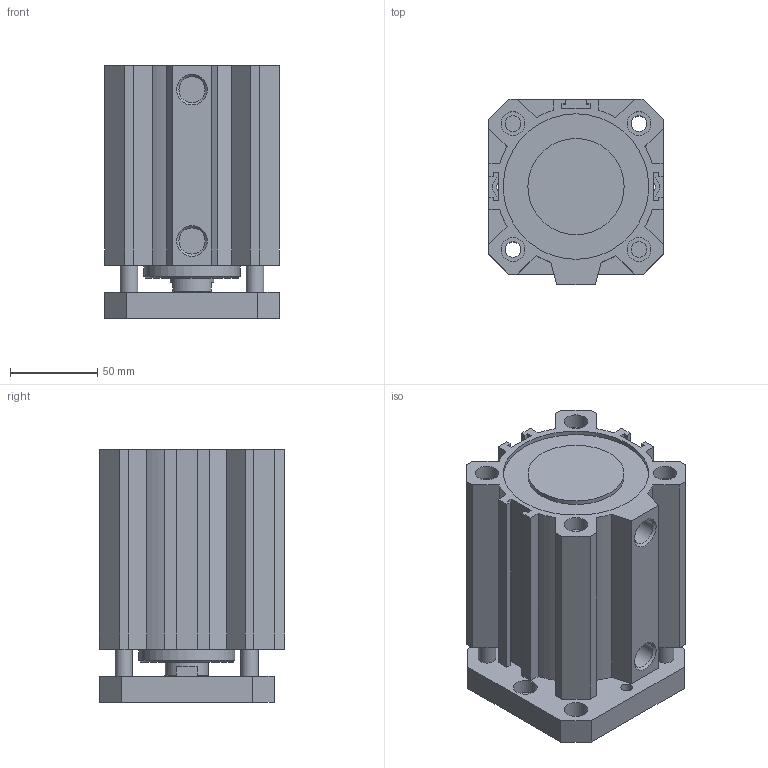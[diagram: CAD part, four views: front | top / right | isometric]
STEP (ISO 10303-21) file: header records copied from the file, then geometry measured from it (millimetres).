
FILE_DESCRIPTION(/* description */ (''),/* implementation_level */ '2;1');
FILE_NAME(/* name */ '1501_80_0070_AR.stp',/* time_stamp */ '2016-08-24T14:13:14+02:00',/* author */ ('Maniean1'),/* organization */ ('Pneumax S.p.A.'),/* preprocessor_version */ 'ST-DEVELOPER v15.2',/* originating_system */ 'Autodesk Inventor 2014',/* authorisation */ '');
FILE_SCHEMA (('AUTOMOTIVE_DESIGN { 1 0 10303 214 3 1 1 }'));
Length unit declared in the file: millimetre
Products named in the file (3): C_1501_80_0070_AR; S_1501_80_0070_AR; 1501_80_0070_AR
Bounding box: 100 x 106 x 144.5 mm (x, y, z)
Volume: 775845.2 mm3; surface area: 183594.3 mm2
Topology: 2 solids, 2 shells, 139 faces, 341 edges, 228 vertices
Faces by surface type: plane 94, cylinder 40, cone 5
Full cylindrical faces by diameter (mm): 6.647 x2, 8.5 x2, 9 x4, 10 x4, 13.5 x10, 14.95 x2, 25 x2, 55 x2, 80 x2, 83.2 x2
Entity records: 4083 total; most frequent: CARTESIAN_POINT 674, DIRECTION 672, ORIENTED_EDGE 600, EDGE_CURVE 300, AXIS2_PLACEMENT_3D 232, VERTEX_POINT 222, EDGE_LOOP 216, LINE 208
